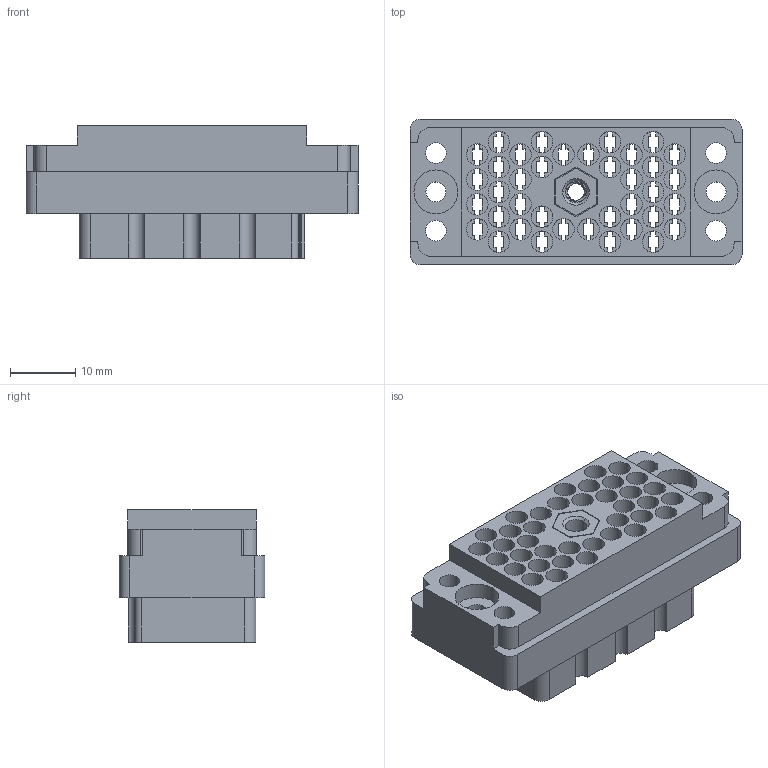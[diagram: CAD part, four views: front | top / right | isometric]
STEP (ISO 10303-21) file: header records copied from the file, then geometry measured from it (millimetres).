
FILE_DESCRIPTION (( 'STEP AP203' ), '1' );
FILE_NAME ('516-038-000-206.STEP', '2020-03-04T21:15:52', ( '' ), ( '' ), 'SwSTEP 2.0', 'SolidWorks 2016', '' );
FILE_SCHEMA (( 'CONFIG_CONTROL_DESIGN' ));
Length unit declared in the file: inch
Products named in the file (3): 516-038-000-206; 516-252-035-100_516-252-035-100; 516 Part Receptacle_038
Assembly tree (2 placements, depth 2):
  516-038-000-206
    516 Part Receptacle_038
    516-252-035-100_516-252-035-100
Bounding box: 50.8 x 22.25 x 20.27 mm (x, y, z)
Volume: 10726.3 mm3; surface area: 14863.3 mm2
Topology: 2 solids, 2 shells, 970 faces, 2834 edges, 1886 vertices
Faces by surface type: plane 648, cylinder 304, cone 12, bspline 6
Entity records: 34954 total; most frequent: CARTESIAN_POINT 8141, ORIENTED_EDGE 5668, DIRECTION 5471, EDGE_CURVE 2834, LINE 2035, VECTOR 2035, VERTEX_POINT 1886, AXIS2_PLACEMENT_3D 1718
